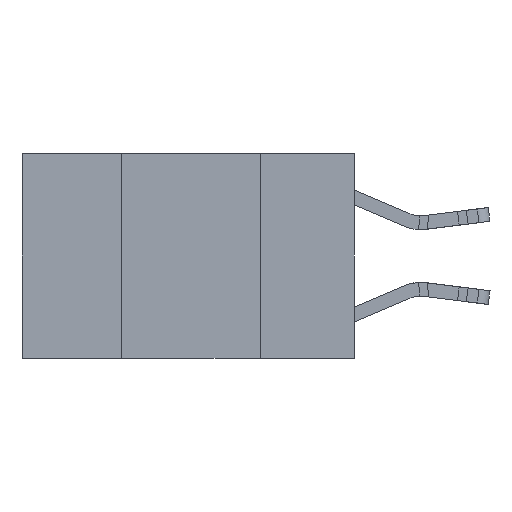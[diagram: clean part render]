
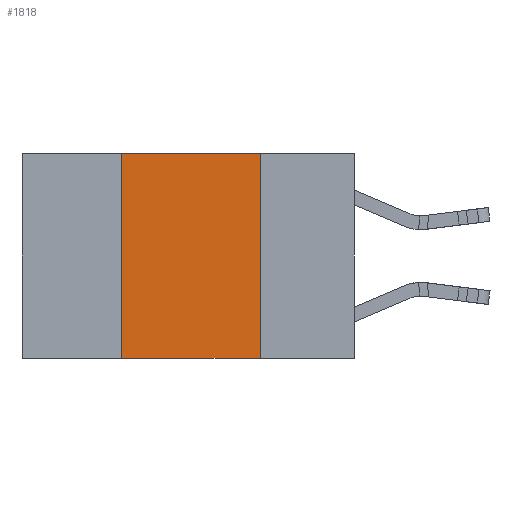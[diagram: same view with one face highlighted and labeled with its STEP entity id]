
A CAD part, left-side view. The second image highlights one B-rep face of the part: STEP entity #1818.
In plain terms, the highlighted planar face has unit normal (-1, 0, 0).
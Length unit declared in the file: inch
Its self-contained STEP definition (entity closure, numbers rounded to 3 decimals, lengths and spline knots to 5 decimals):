
#201 = EDGE_CURVE ( 'NONE', #30051, #434, #5946, .T. ) ;
#226 = VECTOR ( 'NONE', #17982, 39.37008 ) ;
#399 = DIRECTION ( 'NONE',  ( 0., 0., -1. ) ) ;
#434 = VERTEX_POINT ( 'NONE', #12157 ) ;
#1319 = CARTESIAN_POINT ( 'NONE',  ( 0., 0.17, -0.37 ) ) ;
#1818 = ADVANCED_FACE ( 'NONE', ( #24243 ), #26230, .F. ) ;
#5946 = LINE ( 'NONE', #11466, #23979 ) ;
#6527 = LINE ( 'NONE', #24976, #226 ) ;
#6695 = DIRECTION ( 'NONE',  ( 0., 0., 1. ) ) ;
#6726 = VERTEX_POINT ( 'NONE', #1319 ) ;
#9062 = ORIENTED_EDGE ( 'NONE', *, *, #21666, .F. ) ;
#9131 = DIRECTION ( 'NONE',  ( 0., -1., 0. ) ) ;
#9462 = EDGE_CURVE ( 'NONE', #30051, #6726, #14972, .T. ) ;
#10527 = ORIENTED_EDGE ( 'NONE', *, *, #9462, .T. ) ;
#11466 = CARTESIAN_POINT ( 'NONE',  ( 0., 0.42, 0. ) ) ;
#12157 = CARTESIAN_POINT ( 'NONE',  ( 0., 0.42, 0. ) ) ;
#14125 = CARTESIAN_POINT ( 'NONE',  ( 0., 0.17, 0. ) ) ;
#14239 = VECTOR ( 'NONE', #9131, 39.37008 ) ;
#14531 = DIRECTION ( 'NONE',  ( 1., 0., 0. ) ) ;
#14972 = LINE ( 'NONE', #20852, #14239 ) ;
#17982 = DIRECTION ( 'NONE',  ( 0., -1., 0. ) ) ;
#18119 = DIRECTION ( 'NONE',  ( 0., 0., -1. ) ) ;
#20852 = CARTESIAN_POINT ( 'NONE',  ( 0., 0.6, -0.37 ) ) ;
#21666 = EDGE_CURVE ( 'NONE', #434, #22775, #6527, .T. ) ;
#22287 = ORIENTED_EDGE ( 'NONE', *, *, #201, .F. ) ;
#22775 = VERTEX_POINT ( 'NONE', #14125 ) ;
#23979 = VECTOR ( 'NONE', #6695, 39.37008 ) ;
#24243 = FACE_OUTER_BOUND ( 'NONE', #27877, .T. ) ;
#24860 = ORIENTED_EDGE ( 'NONE', *, *, #25262, .F. ) ;
#24935 = LINE ( 'NONE', #25118, #28955 ) ;
#24976 = CARTESIAN_POINT ( 'NONE',  ( 0., 0.6, 0. ) ) ;
#25118 = CARTESIAN_POINT ( 'NONE',  ( 0., 0.17, 0. ) ) ;
#25262 = EDGE_CURVE ( 'NONE', #22775, #6726, #24935, .T. ) ;
#25531 = CARTESIAN_POINT ( 'NONE',  ( 0., 0.42, -0.37 ) ) ;
#26230 = PLANE ( 'NONE',  #26240 ) ;
#26240 = AXIS2_PLACEMENT_3D ( 'NONE', #28596, #14531, #399 ) ;
#27877 = EDGE_LOOP ( 'NONE', ( #24860, #9062, #22287, #10527 ) ) ;
#28596 = CARTESIAN_POINT ( 'NONE',  ( 0., 0.6, 0. ) ) ;
#28955 = VECTOR ( 'NONE', #18119, 39.37008 ) ;
#30051 = VERTEX_POINT ( 'NONE', #25531 ) ;
